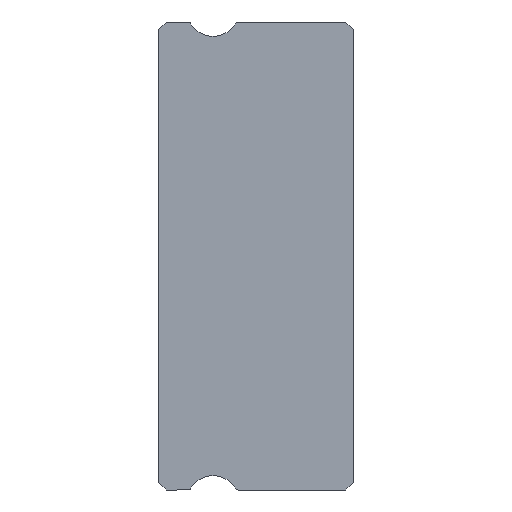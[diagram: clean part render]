
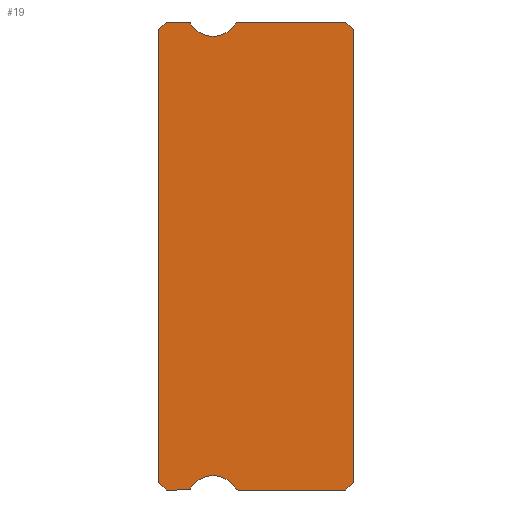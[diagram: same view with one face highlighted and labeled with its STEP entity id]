
A CAD part, left-side view. The second image highlights one B-rep face of the part: STEP entity #19.
In plain terms, the highlighted planar face has unit normal (-1, 0, 0).
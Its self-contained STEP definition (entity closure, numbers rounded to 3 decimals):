
#2 = EDGE_CURVE ( 'NONE', #1066, #389, #256, .T. ) ;
#3 = DIRECTION ( 'NONE',  ( -1., 0., 0. ) ) ;
#14 = AXIS2_PLACEMENT_3D ( 'NONE', #578, #654, #226 ) ;
#19 = ADVANCED_FACE ( 'NONE', ( #692 ), #1049, .F. ) ;
#20 = EDGE_CURVE ( 'NONE', #519, #668, #1081, .T. ) ;
#28 = CARTESIAN_POINT ( 'NONE',  ( -5., 0., -8.7 ) ) ;
#35 = LINE ( 'NONE', #737, #713 ) ;
#38 = VECTOR ( 'NONE', #908, 1000. ) ;
#40 = AXIS2_PLACEMENT_3D ( 'NONE', #252, #3, #182 ) ;
#43 = AXIS2_PLACEMENT_3D ( 'NONE', #618, #186, #779 ) ;
#48 = DIRECTION ( 'NONE',  ( 1., 0., 0. ) ) ;
#53 = CARTESIAN_POINT ( 'NONE',  ( -5., 6.381, -8.85 ) ) ;
#54 = EDGE_CURVE ( 'NONE', #668, #819, #837, .T. ) ;
#83 = AXIS2_PLACEMENT_3D ( 'NONE', #582, #849, #748 ) ;
#91 = CARTESIAN_POINT ( 'NONE',  ( -5., 0.3, 9. ) ) ;
#93 = CARTESIAN_POINT ( 'NONE',  ( -5., 4.547, -8.928 ) ) ;
#94 = DIRECTION ( 'NONE',  ( 1., 0., 0. ) ) ;
#101 = VECTOR ( 'NONE', #155, 1000. ) ;
#110 = DIRECTION ( 'NONE',  ( 0., -0.707, -0.707 ) ) ;
#122 = DIRECTION ( 'NONE',  ( 0., 0., 1. ) ) ;
#125 = VERTEX_POINT ( 'NONE', #548 ) ;
#142 = VECTOR ( 'NONE', #975, 1000. ) ;
#148 = ORIENTED_EDGE ( 'NONE', *, *, #54, .F. ) ;
#155 = DIRECTION ( 'NONE',  ( 0., -1., 0. ) ) ;
#163 = ORIENTED_EDGE ( 'NONE', *, *, #828, .T. ) ;
#179 = VECTOR ( 'NONE', #1024, 1000. ) ;
#182 = DIRECTION ( 'NONE',  ( 0., 0., -1. ) ) ;
#186 = DIRECTION ( 'NONE',  ( -1., 0., 0. ) ) ;
#187 = EDGE_LOOP ( 'NONE', ( #661, #163, #997, #888, #945, #752, #1011, #912, #222, #250, #369, #148, #277, #793, #303, #325, #925 ) ) ;
#215 = CARTESIAN_POINT ( 'NONE',  ( -5., 0., 8.7 ) ) ;
#222 = ORIENTED_EDGE ( 'NONE', *, *, #833, .T. ) ;
#226 = DIRECTION ( 'NONE',  ( 0., 0., -1. ) ) ;
#227 = EDGE_CURVE ( 'NONE', #125, #623, #881, .T. ) ;
#237 = CARTESIAN_POINT ( 'NONE',  ( -5., 4.547, 8.928 ) ) ;
#249 = DIRECTION ( 'NONE',  ( 0., 0., -1. ) ) ;
#250 = ORIENTED_EDGE ( 'NONE', *, *, #2, .F. ) ;
#252 = CARTESIAN_POINT ( 'NONE',  ( -5., 5.4, 9.45 ) ) ;
#256 = LINE ( 'NONE', #533, #600 ) ;
#261 = DIRECTION ( 'NONE',  ( 1., 0., 0. ) ) ;
#275 = EDGE_CURVE ( 'NONE', #317, #441, #35, .T. ) ;
#276 = CARTESIAN_POINT ( 'NONE',  ( -5., 4.419, 8.85 ) ) ;
#277 = ORIENTED_EDGE ( 'NONE', *, *, #20, .F. ) ;
#280 = LINE ( 'NONE', #28, #38 ) ;
#295 = EDGE_CURVE ( 'NONE', #492, #125, #506, .T. ) ;
#303 = ORIENTED_EDGE ( 'NONE', *, *, #626, .F. ) ;
#317 = VERTEX_POINT ( 'NONE', #477 ) ;
#325 = ORIENTED_EDGE ( 'NONE', *, *, #409, .T. ) ;
#338 = CIRCLE ( 'NONE', #40, 1. ) ;
#356 = LINE ( 'NONE', #449, #741 ) ;
#369 = ORIENTED_EDGE ( 'NONE', *, *, #1119, .F. ) ;
#370 = LINE ( 'NONE', #721, #481 ) ;
#389 = VERTEX_POINT ( 'NONE', #504 ) ;
#398 = DIRECTION ( 'NONE',  ( 0., 1., 0. ) ) ;
#400 = DIRECTION ( 'NONE',  ( 0., 0., -1. ) ) ;
#406 = CARTESIAN_POINT ( 'NONE',  ( -5., 6.381, -9. ) ) ;
#409 = EDGE_CURVE ( 'NONE', #735, #507, #604, .T. ) ;
#421 = CARTESIAN_POINT ( 'NONE',  ( -5., 6.381, 8.85 ) ) ;
#441 = VERTEX_POINT ( 'NONE', #879 ) ;
#449 = CARTESIAN_POINT ( 'NONE',  ( -5., 6.381, 9. ) ) ;
#455 = AXIS2_PLACEMENT_3D ( 'NONE', #276, #94, #249 ) ;
#472 = DIRECTION ( 'NONE',  ( 0., 0., 1. ) ) ;
#474 = CARTESIAN_POINT ( 'NONE',  ( -5., 6.381, -9. ) ) ;
#476 = CARTESIAN_POINT ( 'NONE',  ( -5., 7.5, 8.7 ) ) ;
#477 = CARTESIAN_POINT ( 'NONE',  ( -5., 7.5, -8.7 ) ) ;
#481 = VECTOR ( 'NONE', #110, 1000. ) ;
#482 = CARTESIAN_POINT ( 'NONE',  ( -5., 6.253, 8.928 ) ) ;
#485 = VERTEX_POINT ( 'NONE', #784 ) ;
#492 = VERTEX_POINT ( 'NONE', #93 ) ;
#504 = CARTESIAN_POINT ( 'NONE',  ( -5., 0., 8.7 ) ) ;
#506 = CIRCLE ( 'NONE', #14, 1. ) ;
#507 = VERTEX_POINT ( 'NONE', #510 ) ;
#510 = CARTESIAN_POINT ( 'NONE',  ( -5., 7.2, 9. ) ) ;
#519 = VERTEX_POINT ( 'NONE', #1063 ) ;
#533 = CARTESIAN_POINT ( 'NONE',  ( -5., 0.3, 9. ) ) ;
#548 = CARTESIAN_POINT ( 'NONE',  ( -5., 6.253, -8.928 ) ) ;
#561 = AXIS2_PLACEMENT_3D ( 'NONE', #421, #261, #1059 ) ;
#568 = CARTESIAN_POINT ( 'NONE',  ( -5., 4.419, -9. ) ) ;
#578 = CARTESIAN_POINT ( 'NONE',  ( -5., 5.4, -9.45 ) ) ;
#582 = CARTESIAN_POINT ( 'NONE',  ( -5., 4.419, -8.85 ) ) ;
#586 = EDGE_CURVE ( 'NONE', #687, #623, #676, .T. ) ;
#591 = VERTEX_POINT ( 'NONE', #568 ) ;
#597 = CARTESIAN_POINT ( 'NONE',  ( -5., 7.2, 9. ) ) ;
#600 = VECTOR ( 'NONE', #1143, 1000. ) ;
#602 = CARTESIAN_POINT ( 'NONE',  ( -5., 0., -8.7 ) ) ;
#604 = LINE ( 'NONE', #597, #142 ) ;
#618 = CARTESIAN_POINT ( 'NONE',  ( -5., 5.4, 9.45 ) ) ;
#623 = VERTEX_POINT ( 'NONE', #406 ) ;
#626 = EDGE_CURVE ( 'NONE', #735, #860, #1020, .T. ) ;
#647 = LINE ( 'NONE', #215, #1134 ) ;
#654 = DIRECTION ( 'NONE',  ( -1., 0., 0. ) ) ;
#658 = CARTESIAN_POINT ( 'NONE',  ( -5., 6.381, -9. ) ) ;
#661 = ORIENTED_EDGE ( 'NONE', *, *, #275, .F. ) ;
#668 = VERTEX_POINT ( 'NONE', #237 ) ;
#672 = LINE ( 'NONE', #476, #179 ) ;
#676 = LINE ( 'NONE', #474, #101 ) ;
#687 = VERTEX_POINT ( 'NONE', #850 ) ;
#692 = FACE_OUTER_BOUND ( 'NONE', #187, .T. ) ;
#713 = VECTOR ( 'NONE', #472, 1000. ) ;
#721 = CARTESIAN_POINT ( 'NONE',  ( -5., 7.2, -9. ) ) ;
#735 = VERTEX_POINT ( 'NONE', #1052 ) ;
#737 = CARTESIAN_POINT ( 'NONE',  ( -5., 7.5, 8.85 ) ) ;
#741 = VECTOR ( 'NONE', #965, 1000. ) ;
#748 = DIRECTION ( 'NONE',  ( 0., 0., -1. ) ) ;
#752 = ORIENTED_EDGE ( 'NONE', *, *, #961, .F. ) ;
#779 = DIRECTION ( 'NONE',  ( 0., 0., -1. ) ) ;
#784 = CARTESIAN_POINT ( 'NONE',  ( -5., 0.3, -9. ) ) ;
#793 = ORIENTED_EDGE ( 'NONE', *, *, #976, .F. ) ;
#806 = EDGE_CURVE ( 'NONE', #986, #485, #280, .T. ) ;
#819 = VERTEX_POINT ( 'NONE', #919 ) ;
#828 = EDGE_CURVE ( 'NONE', #317, #687, #370, .T. ) ;
#829 = AXIS2_PLACEMENT_3D ( 'NONE', #852, #48, #400 ) ;
#833 = EDGE_CURVE ( 'NONE', #986, #389, #647, .T. ) ;
#837 = CIRCLE ( 'NONE', #455, 0.15 ) ;
#849 = DIRECTION ( 'NONE',  ( 1., 0., 0. ) ) ;
#850 = CARTESIAN_POINT ( 'NONE',  ( -5., 7.2, -9. ) ) ;
#852 = CARTESIAN_POINT ( 'NONE',  ( -5., 6.381, 8.85 ) ) ;
#857 = LINE ( 'NONE', #658, #1042 ) ;
#859 = AXIS2_PLACEMENT_3D ( 'NONE', #53, #943, #1007 ) ;
#860 = VERTEX_POINT ( 'NONE', #482 ) ;
#876 = CIRCLE ( 'NONE', #83, 0.15 ) ;
#879 = CARTESIAN_POINT ( 'NONE',  ( -5., 7.5, 8.7 ) ) ;
#881 = CIRCLE ( 'NONE', #859, 0.15 ) ;
#885 = EDGE_CURVE ( 'NONE', #485, #591, #857, .T. ) ;
#888 = ORIENTED_EDGE ( 'NONE', *, *, #227, .F. ) ;
#908 = DIRECTION ( 'NONE',  ( 0., 0.707, -0.707 ) ) ;
#912 = ORIENTED_EDGE ( 'NONE', *, *, #806, .F. ) ;
#919 = CARTESIAN_POINT ( 'NONE',  ( -5., 4.419, 9. ) ) ;
#925 = ORIENTED_EDGE ( 'NONE', *, *, #957, .T. ) ;
#943 = DIRECTION ( 'NONE',  ( 1., 0., 0. ) ) ;
#945 = ORIENTED_EDGE ( 'NONE', *, *, #295, .F. ) ;
#957 = EDGE_CURVE ( 'NONE', #507, #441, #672, .T. ) ;
#961 = EDGE_CURVE ( 'NONE', #591, #492, #876, .T. ) ;
#965 = DIRECTION ( 'NONE',  ( 0., -1., 0. ) ) ;
#975 = DIRECTION ( 'NONE',  ( 0., 1., 0. ) ) ;
#976 = EDGE_CURVE ( 'NONE', #860, #519, #338, .T. ) ;
#986 = VERTEX_POINT ( 'NONE', #602 ) ;
#997 = ORIENTED_EDGE ( 'NONE', *, *, #586, .T. ) ;
#1007 = DIRECTION ( 'NONE',  ( 0., 0., -1. ) ) ;
#1011 = ORIENTED_EDGE ( 'NONE', *, *, #885, .F. ) ;
#1020 = CIRCLE ( 'NONE', #829, 0.15 ) ;
#1024 = DIRECTION ( 'NONE',  ( 0., 0.707, -0.707 ) ) ;
#1042 = VECTOR ( 'NONE', #398, 1000. ) ;
#1049 = PLANE ( 'NONE',  #561 ) ;
#1052 = CARTESIAN_POINT ( 'NONE',  ( -5., 6.381, 9. ) ) ;
#1059 = DIRECTION ( 'NONE',  ( 0., 0., -1. ) ) ;
#1063 = CARTESIAN_POINT ( 'NONE',  ( -5., 5.4, 8.45 ) ) ;
#1066 = VERTEX_POINT ( 'NONE', #91 ) ;
#1081 = CIRCLE ( 'NONE', #43, 1. ) ;
#1119 = EDGE_CURVE ( 'NONE', #819, #1066, #356, .T. ) ;
#1134 = VECTOR ( 'NONE', #122, 1000. ) ;
#1143 = DIRECTION ( 'NONE',  ( 0., -0.707, -0.707 ) ) ;
